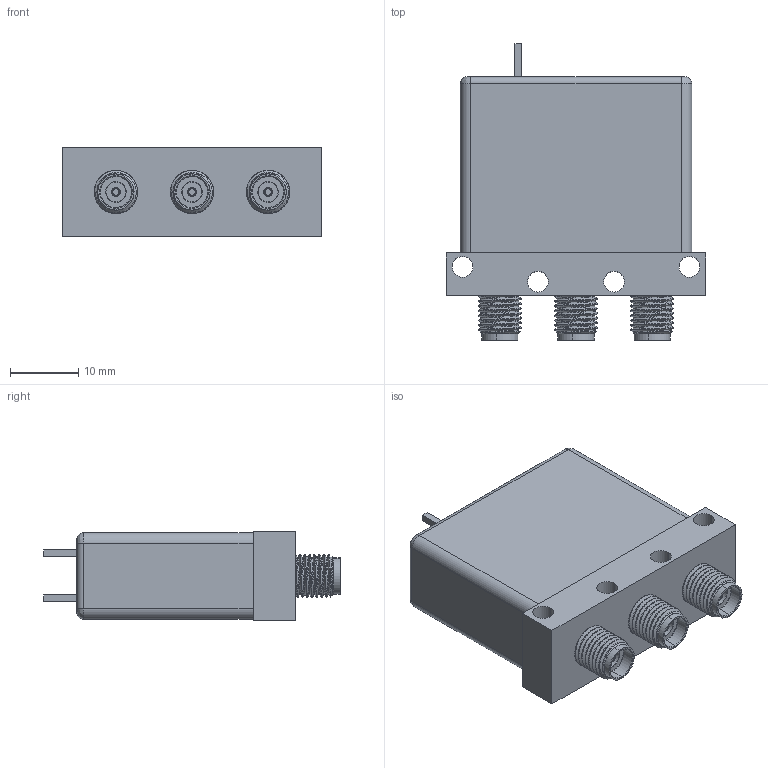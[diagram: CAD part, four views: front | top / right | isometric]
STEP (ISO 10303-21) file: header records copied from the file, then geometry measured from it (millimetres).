
FILE_DESCRIPTION (( 'STEP AP214' ), '1' );
FILE_NAME ('FMSW7280_3D.step', '2023-05-10T16:14:25', ( '' ), ( '' ), 'SwSTEP 2.0', 'SolidWorks 2022', '' );
FILE_SCHEMA (( 'AUTOMOTIVE_DESIGN' ));
Length unit declared in the file: inch
Products named in the file (1): FMSW7280_3D
Bounding box: 38.1 x 43.59 x 13.21 mm (x, y, z)
Surface area: 5426.2 mm2 (no closed solid volume)
Topology: 0 solids, 1 shells, 261 faces, 705 edges, 463 vertices
Faces by surface type: cylinder 124, plane 84, cone 28, bspline 25
Entity records: 13572 total; most frequent: CARTESIAN_POINT 7466, ORIENTED_EDGE 1398, DIRECTION 1151, EDGE_CURVE 705, VERTEX_POINT 463, AXIS2_PLACEMENT_3D 424, VECTOR 303, LINE 303
